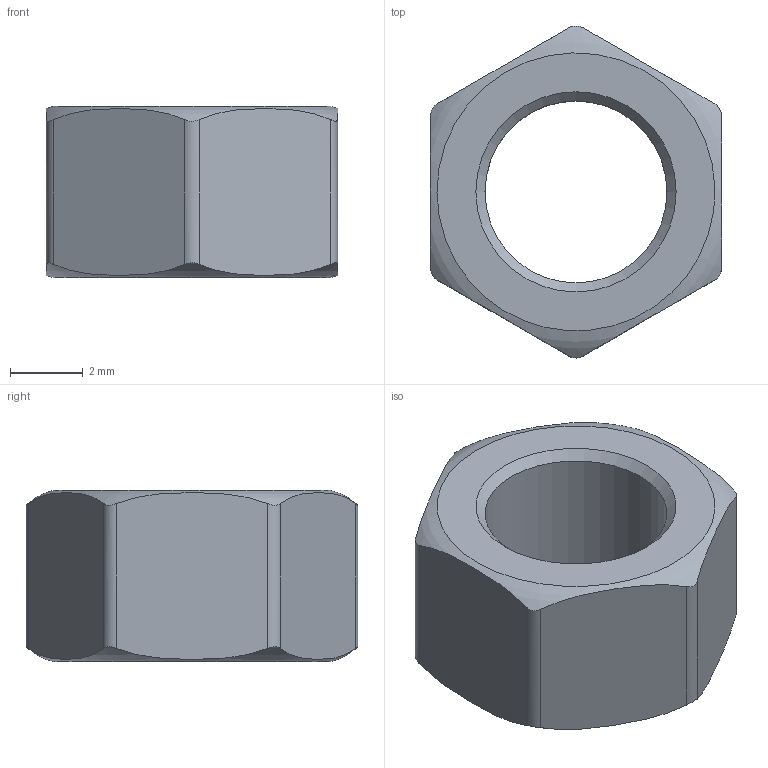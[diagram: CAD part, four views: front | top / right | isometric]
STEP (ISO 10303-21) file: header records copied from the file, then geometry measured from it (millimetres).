
FILE_DESCRIPTION((''),'2;1');
FILE_NAME('HEX NUT M5.stp','2012-07-02T09:45:19',('stlaus'),(''),'Autodesk Inventor 2011','Autodesk Inventor 2011','');
FILE_SCHEMA(('AUTOMOTIVE_DESIGN { 1 0 10303 214 1 1 1 1 }'));
Products named in the file (2): Assembly3; Hex_Nut_M5
Assembly tree (1 placements, depth 2):
  Assembly3
    Hex_Nut_M5
Bounding box: 8 x 9.11 x 4.7 mm (x, y, z)
Volume: 165.4 mm3; surface area: 262.7 mm2
Topology: 1 solids, 1 shells, 19 faces, 49 edges, 32 vertices
Faces by surface type: plane 8, cylinder 7, torus 2, cone 2
Full cylindrical faces by diameter (mm): 5 x1
Entity records: 858 total; most frequent: CARTESIAN_POINT 412, ORIENTED_EDGE 84, DIRECTION 68, EDGE_CURVE 42, VERTEX_POINT 30, AXIS2_PLACEMENT_3D 28, EDGE_LOOP 26, B_SPLINE_CURVE_WITH_KNOTS 24
